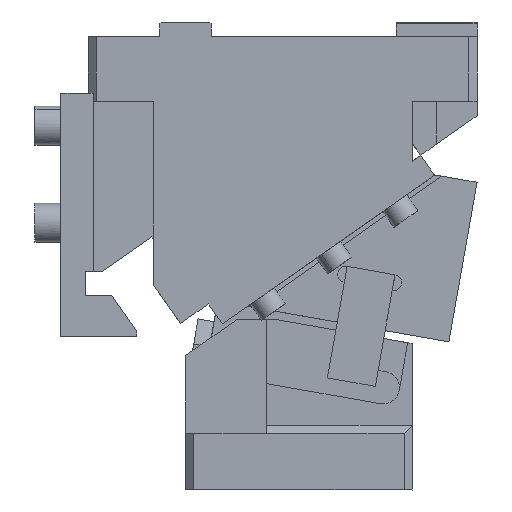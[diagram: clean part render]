
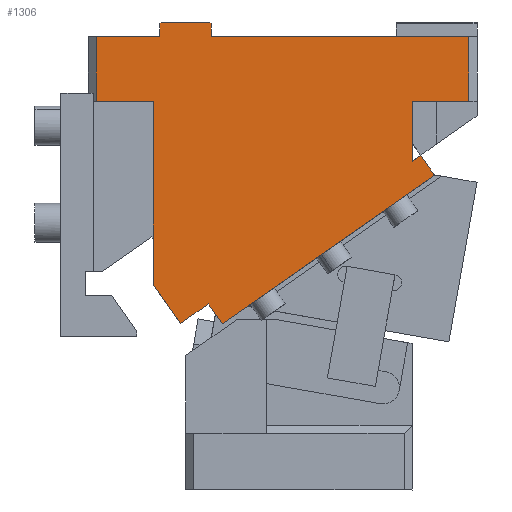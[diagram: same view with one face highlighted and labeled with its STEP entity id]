
A CAD part, front view. The second image highlights one B-rep face of the part: STEP entity #1306.
In plain terms, the highlighted planar face has unit normal (0, -1, 0).
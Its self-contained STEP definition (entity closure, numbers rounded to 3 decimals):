
#299=CARTESIAN_POINT('Vertex',(5.,-80.,0.)) ;
#302=CARTESIAN_POINT('Line Origine',(24.5,-80.,0.)) ;
#306=CARTESIAN_POINT('Vertex',(44.,-80.,0.)) ;
#638=CARTESIAN_POINT('Vertex',(76.,-80.,0.)) ;
#641=CARTESIAN_POINT('Line Origine',(155.5,-80.,0.)) ;
#645=CARTESIAN_POINT('Vertex',(235.,-80.,0.)) ;
#1140=CARTESIAN_POINT('Line Origine',(44.,-80.,4.)) ;
#1144=CARTESIAN_POINT('Vertex',(44.,-80.,8.)) ;
#1168=CARTESIAN_POINT('Axis2P3D Location',(0.,-80.,0.)) ;
#1173=CARTESIAN_POINT('Line Origine',(40.,-80.,-96.493)) ;
#1177=CARTESIAN_POINT('Vertex',(40.,-80.,-40.)) ;
#1179=CARTESIAN_POINT('Vertex',(40.,-80.,-152.986)) ;
#1182=CARTESIAN_POINT('Line Origine',(40.,-80.,-153.023)) ;
#1186=CARTESIAN_POINT('Vertex',(40.,-80.,-153.06)) ;
#1189=CARTESIAN_POINT('Line Origine',(48.443,-80.,-165.118)) ;
#1193=CARTESIAN_POINT('Vertex',(56.886,-80.,-177.175)) ;
#1196=CARTESIAN_POINT('Line Origine',(65.487,-80.,-171.153)) ;
#1200=CARTESIAN_POINT('Vertex',(74.088,-80.,-165.13)) ;
#1203=CARTESIAN_POINT('Line Origine',(78.39,-80.,-171.274)) ;
#1207=CARTESIAN_POINT('Vertex',(82.692,-80.,-177.418)) ;
#1210=CARTESIAN_POINT('Line Origine',(148.224,-80.,-131.531)) ;
#1214=CARTESIAN_POINT('Vertex',(213.756,-80.,-85.645)) ;
#1217=CARTESIAN_POINT('Line Origine',(209.454,-80.,-79.502)) ;
#1221=CARTESIAN_POINT('Vertex',(205.152,-80.,-73.358)) ;
#1224=CARTESIAN_POINT('Line Origine',(202.576,-80.,-75.162)) ;
#1228=CARTESIAN_POINT('Vertex',(200.,-80.,-76.966)) ;
#1231=CARTESIAN_POINT('Line Origine',(200.,-80.,-58.483)) ;
#1235=CARTESIAN_POINT('Vertex',(200.,-80.,-40.)) ;
#1238=CARTESIAN_POINT('Line Origine',(217.5,-80.,-40.)) ;
#1242=CARTESIAN_POINT('Vertex',(235.,-80.,-40.)) ;
#1245=CARTESIAN_POINT('Line Origine',(235.,-80.,-20.)) ;
#1251=CARTESIAN_POINT('Control Point',(76.,-80.,8.)) ;
#1252=CARTESIAN_POINT('Control Point',(76.,-80.,0.)) ;
#1253=CARTESIAN_POINT('Vertex',(76.,-80.,8.)) ;
#1257=CARTESIAN_POINT('Control Point',(75.,-80.,9.)) ;
#1258=CARTESIAN_POINT('Control Point',(76.,-80.,8.)) ;
#1259=CARTESIAN_POINT('Vertex',(75.,-80.,9.)) ;
#1263=CARTESIAN_POINT('Control Point',(45.,-80.,9.)) ;
#1264=CARTESIAN_POINT('Control Point',(75.,-80.,9.)) ;
#1265=CARTESIAN_POINT('Vertex',(45.,-80.,9.)) ;
#1269=CARTESIAN_POINT('Control Point',(44.,-80.,8.)) ;
#1270=CARTESIAN_POINT('Control Point',(45.,-80.,9.)) ;
#1272=CARTESIAN_POINT('Line Origine',(5.,-80.,-20.)) ;
#1276=CARTESIAN_POINT('Vertex',(5.,-80.,-40.)) ;
#1279=CARTESIAN_POINT('Line Origine',(22.5,-80.,-40.)) ;
#303=DIRECTION('Vector Direction',(1.,0.,0.)) ;
#642=DIRECTION('Vector Direction',(1.,0.,0.)) ;
#1141=DIRECTION('Vector Direction',(0.,0.,1.)) ;
#1169=DIRECTION('Axis2P3D Direction',(0.,1.,0.)) ;
#1170=DIRECTION('Axis2P3D XDirection',(0.,0.,1.)) ;
#1174=DIRECTION('Vector Direction',(0.,0.,-1.)) ;
#1183=DIRECTION('Vector Direction',(0.,0.,-1.)) ;
#1190=DIRECTION('Vector Direction',(-0.574,0.,0.819)) ;
#1197=DIRECTION('Vector Direction',(-0.819,0.,-0.574)) ;
#1204=DIRECTION('Vector Direction',(-0.574,0.,0.819)) ;
#1211=DIRECTION('Vector Direction',(-0.819,0.,-0.574)) ;
#1218=DIRECTION('Vector Direction',(-0.574,0.,0.819)) ;
#1225=DIRECTION('Vector Direction',(0.819,0.,0.574)) ;
#1232=DIRECTION('Vector Direction',(0.,0.,1.)) ;
#1239=DIRECTION('Vector Direction',(1.,0.,0.)) ;
#1246=DIRECTION('Vector Direction',(0.,0.,1.)) ;
#1273=DIRECTION('Vector Direction',(0.,0.,-1.)) ;
#1280=DIRECTION('Vector Direction',(-1.,0.,0.)) ;
#1171=AXIS2_PLACEMENT_3D('Plane Axis2P3D',#1168,#1169,#1170) ;
#1285=ORIENTED_EDGE('',*,*,#1181,.T.) ;
#1286=ORIENTED_EDGE('',*,*,#1188,.T.) ;
#1287=ORIENTED_EDGE('',*,*,#1195,.F.) ;
#1288=ORIENTED_EDGE('',*,*,#1202,.F.) ;
#1289=ORIENTED_EDGE('',*,*,#1209,.F.) ;
#1290=ORIENTED_EDGE('',*,*,#1216,.F.) ;
#1291=ORIENTED_EDGE('',*,*,#1223,.T.) ;
#1292=ORIENTED_EDGE('',*,*,#1230,.F.) ;
#1293=ORIENTED_EDGE('',*,*,#1237,.T.) ;
#1294=ORIENTED_EDGE('',*,*,#1244,.T.) ;
#1295=ORIENTED_EDGE('',*,*,#1249,.T.) ;
#1296=ORIENTED_EDGE('',*,*,#647,.F.) ;
#1297=ORIENTED_EDGE('',*,*,#1255,.T.) ;
#1298=ORIENTED_EDGE('',*,*,#1261,.T.) ;
#1299=ORIENTED_EDGE('',*,*,#1267,.T.) ;
#1300=ORIENTED_EDGE('',*,*,#1271,.T.) ;
#1301=ORIENTED_EDGE('',*,*,#1146,.T.) ;
#1302=ORIENTED_EDGE('',*,*,#308,.F.) ;
#1303=ORIENTED_EDGE('',*,*,#1278,.T.) ;
#1304=ORIENTED_EDGE('',*,*,#1283,.F.) ;
#304=VECTOR('Line Direction',#303,1.) ;
#643=VECTOR('Line Direction',#642,1.) ;
#1142=VECTOR('Line Direction',#1141,1.) ;
#1175=VECTOR('Line Direction',#1174,1.) ;
#1184=VECTOR('Line Direction',#1183,1.) ;
#1191=VECTOR('Line Direction',#1190,1.) ;
#1198=VECTOR('Line Direction',#1197,1.) ;
#1205=VECTOR('Line Direction',#1204,1.) ;
#1212=VECTOR('Line Direction',#1211,1.) ;
#1219=VECTOR('Line Direction',#1218,1.) ;
#1226=VECTOR('Line Direction',#1225,1.) ;
#1233=VECTOR('Line Direction',#1232,1.) ;
#1240=VECTOR('Line Direction',#1239,1.) ;
#1247=VECTOR('Line Direction',#1246,1.) ;
#1274=VECTOR('Line Direction',#1273,1.) ;
#1281=VECTOR('Line Direction',#1280,1.) ;
#1306=ADVANCED_FACE('CAM HOLDER',(#1305),#1172,.F.) ;
#1250=B_SPLINE_CURVE_WITH_KNOTS('',1,(#1251,#1252),.UNSPECIFIED.,.F.,.U.,(2,2),(0.,8.),.UNSPECIFIED.) ;
#1256=B_SPLINE_CURVE_WITH_KNOTS('',1,(#1257,#1258),.UNSPECIFIED.,.F.,.U.,(2,2),(0.,1.414),.UNSPECIFIED.) ;
#1262=B_SPLINE_CURVE_WITH_KNOTS('',1,(#1263,#1264),.UNSPECIFIED.,.F.,.U.,(2,2),(0.,30.),.UNSPECIFIED.) ;
#1268=B_SPLINE_CURVE_WITH_KNOTS('',1,(#1269,#1270),.UNSPECIFIED.,.F.,.U.,(2,2),(0.,1.414),.UNSPECIFIED.) ;
#308=EDGE_CURVE('',#300,#307,#305,.T.) ;
#647=EDGE_CURVE('',#639,#646,#644,.T.) ;
#1146=EDGE_CURVE('',#1145,#307,#1143,.F.) ;
#1181=EDGE_CURVE('',#1178,#1180,#1176,.T.) ;
#1188=EDGE_CURVE('',#1180,#1187,#1185,.T.) ;
#1195=EDGE_CURVE('',#1194,#1187,#1192,.T.) ;
#1202=EDGE_CURVE('',#1201,#1194,#1199,.T.) ;
#1209=EDGE_CURVE('',#1208,#1201,#1206,.T.) ;
#1216=EDGE_CURVE('',#1215,#1208,#1213,.T.) ;
#1223=EDGE_CURVE('',#1215,#1222,#1220,.T.) ;
#1230=EDGE_CURVE('',#1229,#1222,#1227,.T.) ;
#1237=EDGE_CURVE('',#1229,#1236,#1234,.T.) ;
#1244=EDGE_CURVE('',#1236,#1243,#1241,.T.) ;
#1249=EDGE_CURVE('',#1243,#646,#1248,.T.) ;
#1255=EDGE_CURVE('',#639,#1254,#1250,.F.) ;
#1261=EDGE_CURVE('',#1254,#1260,#1256,.F.) ;
#1267=EDGE_CURVE('',#1260,#1266,#1262,.F.) ;
#1271=EDGE_CURVE('',#1266,#1145,#1268,.F.) ;
#1278=EDGE_CURVE('',#300,#1277,#1275,.T.) ;
#1283=EDGE_CURVE('',#1178,#1277,#1282,.T.) ;
#1284=EDGE_LOOP('',(#1285,#1286,#1287,#1288,#1289,#1290,#1291,#1292,#1293,#1294,#1295,#1296,#1297,#1298,#1299,#1300,#1301,#1302,#1303,#1304)) ;
#1305=FACE_OUTER_BOUND('',#1284,.T.) ;
#305=LINE('Line',#302,#304) ;
#644=LINE('Line',#641,#643) ;
#1143=LINE('Line',#1140,#1142) ;
#1176=LINE('Line',#1173,#1175) ;
#1185=LINE('Line',#1182,#1184) ;
#1192=LINE('Line',#1189,#1191) ;
#1199=LINE('Line',#1196,#1198) ;
#1206=LINE('Line',#1203,#1205) ;
#1213=LINE('Line',#1210,#1212) ;
#1220=LINE('Line',#1217,#1219) ;
#1227=LINE('Line',#1224,#1226) ;
#1234=LINE('Line',#1231,#1233) ;
#1241=LINE('Line',#1238,#1240) ;
#1248=LINE('Line',#1245,#1247) ;
#1275=LINE('Line',#1272,#1274) ;
#1282=LINE('Line',#1279,#1281) ;
#1172=PLANE('Plane',#1171) ;
#300=VERTEX_POINT('',#299) ;
#307=VERTEX_POINT('',#306) ;
#639=VERTEX_POINT('',#638) ;
#646=VERTEX_POINT('',#645) ;
#1145=VERTEX_POINT('',#1144) ;
#1178=VERTEX_POINT('',#1177) ;
#1180=VERTEX_POINT('',#1179) ;
#1187=VERTEX_POINT('',#1186) ;
#1194=VERTEX_POINT('',#1193) ;
#1201=VERTEX_POINT('',#1200) ;
#1208=VERTEX_POINT('',#1207) ;
#1215=VERTEX_POINT('',#1214) ;
#1222=VERTEX_POINT('',#1221) ;
#1229=VERTEX_POINT('',#1228) ;
#1236=VERTEX_POINT('',#1235) ;
#1243=VERTEX_POINT('',#1242) ;
#1254=VERTEX_POINT('',#1253) ;
#1260=VERTEX_POINT('',#1259) ;
#1266=VERTEX_POINT('',#1265) ;
#1277=VERTEX_POINT('',#1276) ;
